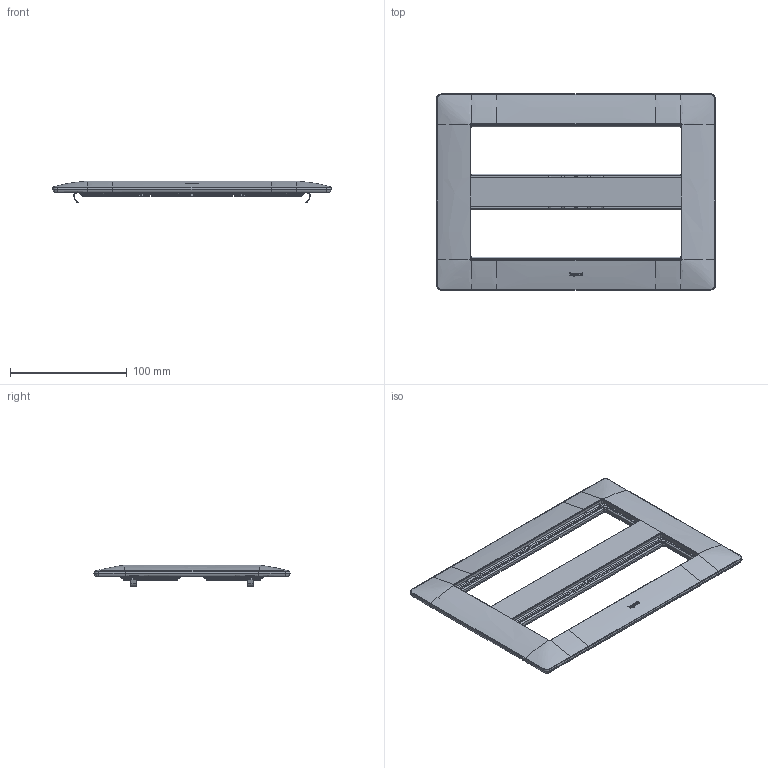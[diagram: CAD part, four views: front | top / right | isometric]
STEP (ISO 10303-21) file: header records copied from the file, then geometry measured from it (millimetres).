
FILE_DESCRIPTION(('CATIA V5 STEP Exchange','CAx-IF Rec.Pracs.--- Model Styling and Organization---1.4--- 2014-01-23'),'2;1');
FILE_NAME('752146_AllCATPart.stp','2020-02-13T09:45:38+00:00',('none'),('none'),'CATIA Version 5-6 Release 2017 SP3','CATIA V5 STEP AP214','none');
FILE_SCHEMA(('AUTOMOTIVE_DESIGN { 1 0 10303 214 1 1 1 1 }'));
Products named in the file (1): 752146_AllCATPart
Bounding box: 239 x 168.1 x 18.46 mm (x, y, z)
Volume: 115944.6 mm3; surface area: 106083.8 mm2
Topology: 20 solids, 20 shells, 6116 faces, 17265 edges, 11348 vertices
Faces by surface type: plane 4822, cylinder 489, cone 330, extrusion 181, torus 140, bspline 138, sphere 16
Entity records: 219997 total; most frequent: CARTESIAN_POINT 76150, ORIENTED_EDGE 34498, DIRECTION 20084, EDGE_CURVE 17249, VERTEX_POINT 11348, VECTOR 8403, LINE 8222, B_SPLINE_CURVE_WITH_KNOTS 7799
